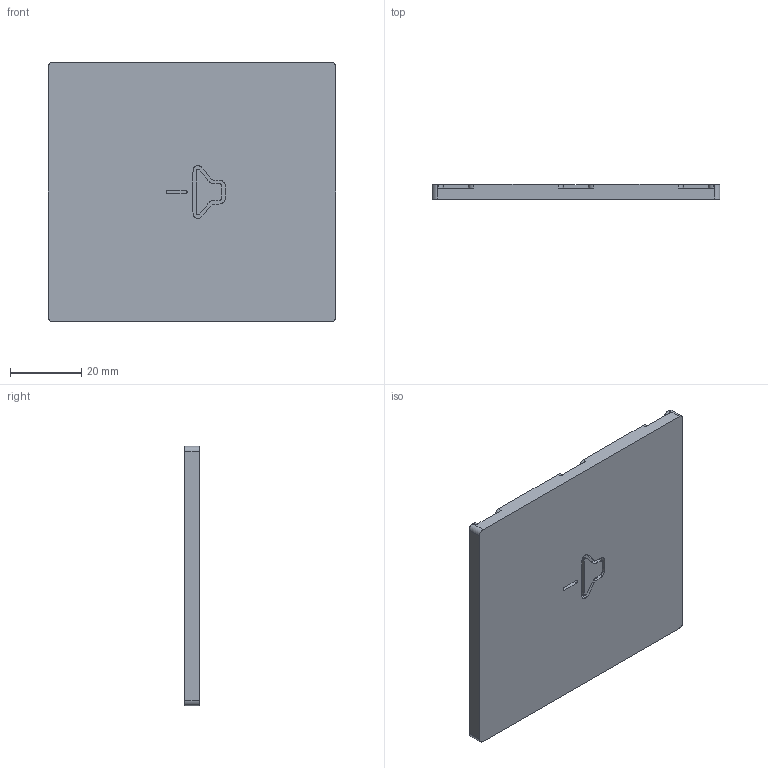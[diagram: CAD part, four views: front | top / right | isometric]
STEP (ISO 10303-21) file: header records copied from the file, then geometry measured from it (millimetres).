
FILE_DESCRIPTION(/* description */ (''),/* implementation_level */ '2;1');
FILE_NAME(/* name */ 'Back-Plate.step',/* time_stamp */ '2024-06-01T14:10:31+10:00',/* author */ (''),/* organization */ (''),/* preprocessor_version */ 'ST-DEVELOPER v20',/* originating_system */ 'Autodesk Translation Framework v12.14.0.127',/* authorisation */ '');
FILE_SCHEMA (('AUTOMOTIVE_DESIGN { 1 0 10303 214 3 1 1 }'));
Length unit declared in the file: millimetre
Products named in the file (1): Back Plate
Bounding box: 81 x 4.1 x 73 mm (x, y, z)
Volume: 22822.7 mm3; surface area: 13575.9 mm2
Topology: 1 solids, 1 shells, 95 faces, 271 edges, 181 vertices
Faces by surface type: plane 43, bspline 36, cylinder 16
Entity records: 3608 total; most frequent: CARTESIAN_POINT 1364, ORIENTED_EDGE 542, DIRECTION 351, EDGE_CURVE 271, VERTEX_POINT 181, LINE 167, VECTOR 167, EDGE_LOOP 98
